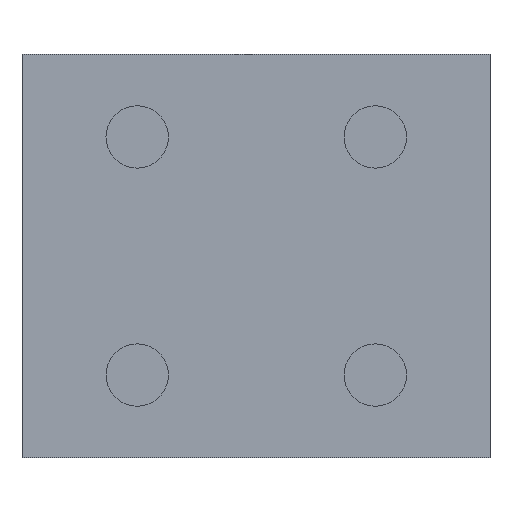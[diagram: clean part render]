
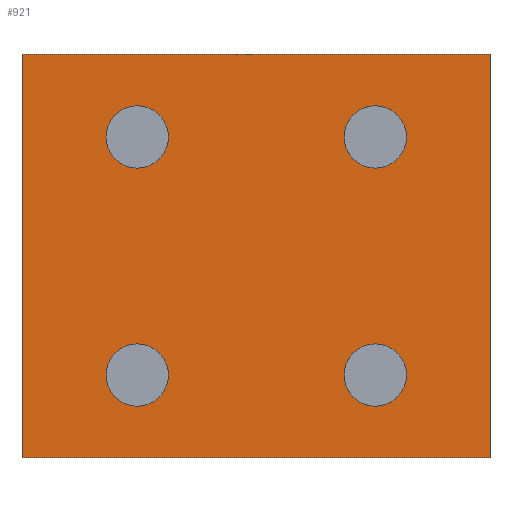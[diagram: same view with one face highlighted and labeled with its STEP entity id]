
A CAD part, front view. The second image highlights one B-rep face of the part: STEP entity #921.
In plain terms, the highlighted planar face has unit normal (0, -1, 0).
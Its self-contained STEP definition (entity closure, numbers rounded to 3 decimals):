
#17 = CARTESIAN_POINT ( 'NONE',  ( 11.878, -6.984, 8.6 ) ) ;
#30 = VERTEX_POINT ( 'NONE', #894 ) ;
#37 = FACE_BOUND ( 'NONE', #514, .T. ) ;
#48 = DIRECTION ( 'NONE',  ( 0., -1., 0. ) ) ;
#76 = EDGE_CURVE ( 'NONE', #251, #113, #714, .T. ) ;
#88 = CARTESIAN_POINT ( 'NONE',  ( 11.878, -6.984, 36.65 ) ) ;
#94 = DIRECTION ( 'NONE',  ( 0., -1., 0. ) ) ;
#104 = DIRECTION ( 'NONE',  ( 1., 0., 0. ) ) ;
#113 = VERTEX_POINT ( 'NONE', #687 ) ;
#114 = CARTESIAN_POINT ( 'NONE',  ( -24.922, -6.984, 0. ) ) ;
#119 = EDGE_LOOP ( 'NONE', ( #384, #449 ) ) ;
#121 = CARTESIAN_POINT ( 'NONE',  ( 11.878, -6.984, 11.85 ) ) ;
#130 = CARTESIAN_POINT ( 'NONE',  ( -24.922, -6.984, 42. ) ) ;
#131 = AXIS2_PLACEMENT_3D ( 'NONE', #677, #48, #528 ) ;
#137 = CARTESIAN_POINT ( 'NONE',  ( -24.922, -6.984, 0. ) ) ;
#144 = DIRECTION ( 'NONE',  ( 0., 0., 1. ) ) ;
#150 = CARTESIAN_POINT ( 'NONE',  ( 11.878, -6.984, 5.35 ) ) ;
#152 = ORIENTED_EDGE ( 'NONE', *, *, #270, .F. ) ;
#159 = DIRECTION ( 'NONE',  ( 1., 0., 0. ) ) ;
#170 = ORIENTED_EDGE ( 'NONE', *, *, #226, .F. ) ;
#172 = CARTESIAN_POINT ( 'NONE',  ( 11.878, -6.984, 30.15 ) ) ;
#176 = DIRECTION ( 'NONE',  ( 0., -1., 0. ) ) ;
#180 = ORIENTED_EDGE ( 'NONE', *, *, #797, .F. ) ;
#185 = EDGE_LOOP ( 'NONE', ( #565, #195 ) ) ;
#195 = ORIENTED_EDGE ( 'NONE', *, *, #803, .F. ) ;
#200 = EDGE_LOOP ( 'NONE', ( #398, #152, #517, #433 ) ) ;
#202 = LINE ( 'NONE', #553, #611 ) ;
#209 = CARTESIAN_POINT ( 'NONE',  ( 23.828, -6.984, 0. ) ) ;
#226 = EDGE_CURVE ( 'NONE', #357, #935, #646, .T. ) ;
#232 = EDGE_CURVE ( 'NONE', #301, #557, #286, .T. ) ;
#241 = CARTESIAN_POINT ( 'NONE',  ( -12.922, -6.984, 33.4 ) ) ;
#242 = LINE ( 'NONE', #387, #655 ) ;
#243 = VECTOR ( 'NONE', #104, 1000. ) ;
#244 = AXIS2_PLACEMENT_3D ( 'NONE', #725, #436, #278 ) ;
#248 = FACE_BOUND ( 'NONE', #119, .T. ) ;
#251 = VERTEX_POINT ( 'NONE', #421 ) ;
#257 = CARTESIAN_POINT ( 'NONE',  ( -12.922, -6.984, 36.65 ) ) ;
#270 = EDGE_CURVE ( 'NONE', #285, #870, #202, .T. ) ;
#275 = DIRECTION ( 'NONE',  ( 0., 0., 1. ) ) ;
#278 = DIRECTION ( 'NONE',  ( 0., 0., -1. ) ) ;
#285 = VERTEX_POINT ( 'NONE', #137 ) ;
#286 = CIRCLE ( 'NONE', #818, 3.25 ) ;
#290 = LINE ( 'NONE', #209, #684 ) ;
#296 = CIRCLE ( 'NONE', #784, 3.25 ) ;
#300 = ORIENTED_EDGE ( 'NONE', *, *, #887, .F. ) ;
#301 = VERTEX_POINT ( 'NONE', #150 ) ;
#306 = DIRECTION ( 'NONE',  ( 0., -1., 0. ) ) ;
#321 = PLANE ( 'NONE',  #683 ) ;
#333 = CIRCLE ( 'NONE', #910, 3.25 ) ;
#337 = VERTEX_POINT ( 'NONE', #893 ) ;
#347 = VERTEX_POINT ( 'NONE', #88 ) ;
#353 = EDGE_CURVE ( 'NONE', #870, #30, #242, .T. ) ;
#357 = VERTEX_POINT ( 'NONE', #375 ) ;
#372 = VERTEX_POINT ( 'NONE', #172 ) ;
#373 = CARTESIAN_POINT ( 'NONE',  ( -24.922, -6.984, 0. ) ) ;
#375 = CARTESIAN_POINT ( 'NONE',  ( -12.922, -6.984, 30.15 ) ) ;
#384 = ORIENTED_EDGE ( 'NONE', *, *, #417, .F. ) ;
#387 = CARTESIAN_POINT ( 'NONE',  ( -24.922, -6.984, 42. ) ) ;
#396 = EDGE_CURVE ( 'NONE', #347, #372, #296, .T. ) ;
#398 = ORIENTED_EDGE ( 'NONE', *, *, #353, .F. ) ;
#399 = FACE_BOUND ( 'NONE', #426, .T. ) ;
#405 = ORIENTED_EDGE ( 'NONE', *, *, #396, .F. ) ;
#413 = DIRECTION ( 'NONE',  ( 0., 0., -1. ) ) ;
#417 = EDGE_CURVE ( 'NONE', #557, #301, #541, .T. ) ;
#421 = CARTESIAN_POINT ( 'NONE',  ( -12.922, -6.984, 11.85 ) ) ;
#426 = EDGE_LOOP ( 'NONE', ( #180, #170 ) ) ;
#430 = AXIS2_PLACEMENT_3D ( 'NONE', #17, #745, #877 ) ;
#433 = ORIENTED_EDGE ( 'NONE', *, *, #643, .T. ) ;
#436 = DIRECTION ( 'NONE',  ( 0., -1., 0. ) ) ;
#441 = CARTESIAN_POINT ( 'NONE',  ( -12.922, -6.984, 8.6 ) ) ;
#449 = ORIENTED_EDGE ( 'NONE', *, *, #232, .F. ) ;
#462 = DIRECTION ( 'NONE',  ( 0., 0., -1. ) ) ;
#492 = CIRCLE ( 'NONE', #638, 3.25 ) ;
#514 = EDGE_LOOP ( 'NONE', ( #405, #300 ) ) ;
#517 = ORIENTED_EDGE ( 'NONE', *, *, #789, .T. ) ;
#528 = DIRECTION ( 'NONE',  ( 0., 0., -1. ) ) ;
#541 = CIRCLE ( 'NONE', #430, 3.25 ) ;
#553 = CARTESIAN_POINT ( 'NONE',  ( -24.922, -6.984, 0. ) ) ;
#557 = VERTEX_POINT ( 'NONE', #121 ) ;
#565 = ORIENTED_EDGE ( 'NONE', *, *, #76, .F. ) ;
#577 = DIRECTION ( 'NONE',  ( 0., -1., 0. ) ) ;
#587 = DIRECTION ( 'NONE',  ( 0., 0., -1. ) ) ;
#601 = DIRECTION ( 'NONE',  ( 0., -1., 0. ) ) ;
#611 = VECTOR ( 'NONE', #275, 1000. ) ;
#624 = CARTESIAN_POINT ( 'NONE',  ( 11.878, -6.984, 8.6 ) ) ;
#638 = AXIS2_PLACEMENT_3D ( 'NONE', #771, #903, #841 ) ;
#643 = EDGE_CURVE ( 'NONE', #337, #30, #290, .T. ) ;
#646 = CIRCLE ( 'NONE', #244, 3.25 ) ;
#655 = VECTOR ( 'NONE', #159, 1000. ) ;
#673 = LINE ( 'NONE', #373, #243 ) ;
#677 = CARTESIAN_POINT ( 'NONE',  ( -12.922, -6.984, 8.6 ) ) ;
#683 = AXIS2_PLACEMENT_3D ( 'NONE', #114, #176, #462 ) ;
#684 = VECTOR ( 'NONE', #144, 1000. ) ;
#687 = CARTESIAN_POINT ( 'NONE',  ( -12.922, -6.984, 5.35 ) ) ;
#714 = CIRCLE ( 'NONE', #131, 3.25 ) ;
#725 = CARTESIAN_POINT ( 'NONE',  ( -12.922, -6.984, 33.4 ) ) ;
#732 = DIRECTION ( 'NONE',  ( 0., 0., -1. ) ) ;
#734 = CIRCLE ( 'NONE', #773, 3.25 ) ;
#745 = DIRECTION ( 'NONE',  ( 0., -1., 0. ) ) ;
#767 = FACE_OUTER_BOUND ( 'NONE', #200, .T. ) ;
#771 = CARTESIAN_POINT ( 'NONE',  ( 11.878, -6.984, 33.4 ) ) ;
#773 = AXIS2_PLACEMENT_3D ( 'NONE', #241, #601, #732 ) ;
#784 = AXIS2_PLACEMENT_3D ( 'NONE', #822, #306, #811 ) ;
#789 = EDGE_CURVE ( 'NONE', #285, #337, #673, .T. ) ;
#797 = EDGE_CURVE ( 'NONE', #935, #357, #734, .T. ) ;
#803 = EDGE_CURVE ( 'NONE', #113, #251, #333, .T. ) ;
#811 = DIRECTION ( 'NONE',  ( 0., 0., -1. ) ) ;
#818 = AXIS2_PLACEMENT_3D ( 'NONE', #624, #577, #413 ) ;
#822 = CARTESIAN_POINT ( 'NONE',  ( 11.878, -6.984, 33.4 ) ) ;
#825 = FACE_BOUND ( 'NONE', #185, .T. ) ;
#841 = DIRECTION ( 'NONE',  ( 0., 0., -1. ) ) ;
#870 = VERTEX_POINT ( 'NONE', #130 ) ;
#877 = DIRECTION ( 'NONE',  ( 0., 0., -1. ) ) ;
#887 = EDGE_CURVE ( 'NONE', #372, #347, #492, .T. ) ;
#893 = CARTESIAN_POINT ( 'NONE',  ( 23.828, -6.984, 0. ) ) ;
#894 = CARTESIAN_POINT ( 'NONE',  ( 23.828, -6.984, 42. ) ) ;
#903 = DIRECTION ( 'NONE',  ( 0., -1., 0. ) ) ;
#910 = AXIS2_PLACEMENT_3D ( 'NONE', #441, #94, #587 ) ;
#921 = ADVANCED_FACE ( 'NONE', ( #399, #37, #248, #825, #767 ), #321, .T. ) ;
#935 = VERTEX_POINT ( 'NONE', #257 ) ;
